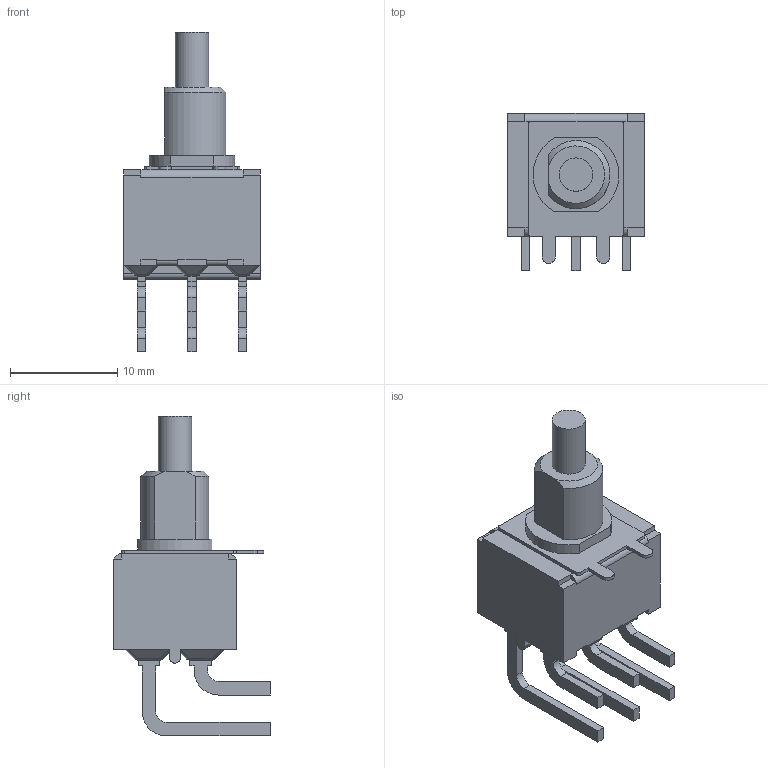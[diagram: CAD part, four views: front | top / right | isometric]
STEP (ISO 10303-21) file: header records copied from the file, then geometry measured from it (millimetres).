
FILE_DESCRIPTION((' '),'2;1');
FILE_NAME('700DP7B21M6xE.stp','2017-07-28T11:20:31',(' '),(' '),' ','ACIS',' ');
FILE_SCHEMA(('CONFIG_CONTROL_DESIGN'));
Length unit declared in the file: inch
Products named in the file (1): 700DP7B21M6xE.stp
Bounding box: 12.7 x 14.61 x 29.79 mm (x, y, z)
Volume: 1724.8 mm3; surface area: 1352.9 mm2
Topology: 1 solids, 5 shells, 294 faces, 738 edges, 464 vertices
Faces by surface type: plane 187, cylinder 82, sphere 24, cone 1
Full cylindrical faces by diameter (mm): 3.1 x2
Entity records: 8750 total; most frequent: CARTESIAN_POINT 1499, DIRECTION 1495, ORIENTED_EDGE 1472, EDGE_CURVE 736, VECTOR 563, LINE 563, AXIS2_PLACEMENT_3D 466, VERTEX_POINT 464
